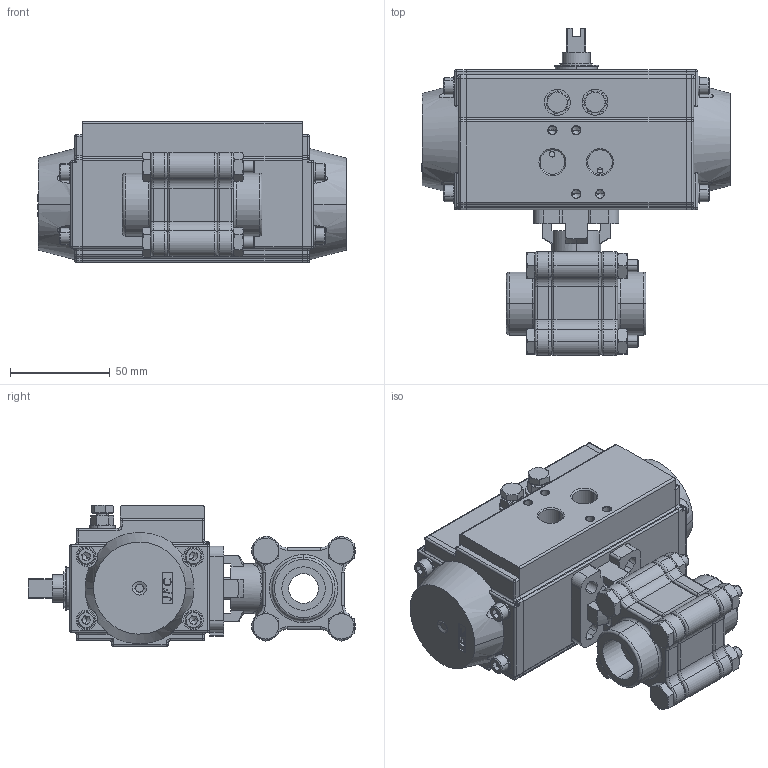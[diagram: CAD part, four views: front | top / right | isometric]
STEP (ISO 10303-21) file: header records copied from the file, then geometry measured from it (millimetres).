
FILE_DESCRIPTION (( 'STEP AP203' ), '1' );
FILE_NAME ('3-46XXFTCTFT0050D.STEP', '2021-07-12T12:33:59', ( '' ), ( '' ), 'SwSTEP 2.0', 'SolidWorks 2019', '' );
FILE_SCHEMA (( 'CONFIG_CONTROL_DESIGN' ));
Length unit declared in the file: inch
Products named in the file (22): 93475A240_TYPE 18-8 STAINLESS STEEL FLAT WASHER (1)_93475A240; 0.5 DM4600F - Stem.STEP; 4600-0500-100.STEP; 0.5 DM4600F - Bolt Nut.STEP; hex nut style 1_am_B18.2.4.1M - Hex nut, Style 1,  M6 x 1 --D-N; 0.5 DM4600F - Body.STEP; JFC050 with on position indicator_Default Failed Closed; Body1; washer; Right Cap; 0.5 DM4600F - End Cap.STEP; 4600-0500-100; o-rings_am_J515160x0061H; socket head cap screw_am_B18.3.1M - 5 x 0.8 x 16 Hex SHCS -- 16NHX; JFC050 - Stem; Left Cap; 3-46XXFTCTFT0050D; 0.5 DM4600F - Bolt.STEP; hex cap screw_am_B18.2.3.1M - Hex cap screw, M6 x 1.0 x 25 --25N; flat washer narrow_am_B18.22M - Plain washer, 6 mm, narrow; 90214A438_TYPE 316 STAINLESS STEEL ROUND SHIM (1)_90214A438; 90967A175_STAINLESS STEEL EXTERNAL RETAINING RING (1)_90967A175
Assembly tree (46 placements, depth 4):
  3-46XXFTCTFT0050D
    4600-0500-100
      4600-0500-100.STEP
        0.5 DM4600F - Body.STEP
        0.5 DM4600F - End Cap.STEP  x2
        0.5 DM4600F - Bolt.STEP  x4
        0.5 DM4600F - Bolt Nut.STEP  x4
        0.5 DM4600F - Stem.STEP
    JFC050 with on position indicator_Default Failed Closed
      Body1
      hex cap screw_am_B18.2.3.1M - Hex cap screw, M6 x 1.0 x 25 --25N  x2
      o-rings_am_J515160x0061H  x2
      flat washer narrow_am_B18.22M - Plain washer, 6 mm, narrow  x2
      hex nut style 1_am_B18.2.4.1M - Hex nut, Style 1,  M6 x 1 --D-N  x2
      Left Cap
      socket head cap screw_am_B18.3.1M - 5 x 0.8 x 16 Hex SHCS -- 16NHX  x8
      JFC050 - Stem
      Right Cap
      93475A240_TYPE 18-8 STAINLESS STEEL FLAT WASHER (1)_93475A240  x8
      90967A175_STAINLESS STEEL EXTERNAL RETAINING RING (1)_90967A175
      90214A438_TYPE 316 STAINLESS STEEL ROUND SHIM (1)_90214A438
      washer
Bounding box: 155.04 x 164.28 x 71.12 mm (x, y, z)
Volume: 511390 mm3; surface area: 172058.8 mm2
Topology: 63 solids, 63 shells, 1651 faces, 3989 edges, 2414 vertices
Faces by surface type: cylinder 594, plane 559, cone 281, torus 116, bspline 77, sphere 24
Entity records: 45566 total; most frequent: CARTESIAN_POINT 14902, DIRECTION 5921, ORIENTED_EDGE 5660, EDGE_CURVE 2830, AXIS2_PLACEMENT_3D 2329, VERTEX_POINT 1775, EDGE_LOOP 1331, VECTOR 1263
